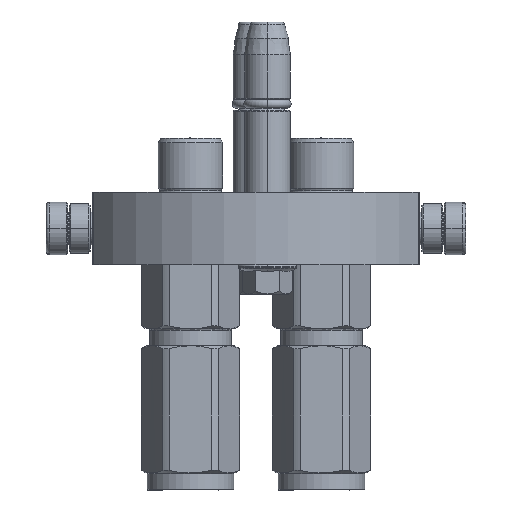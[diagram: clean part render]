
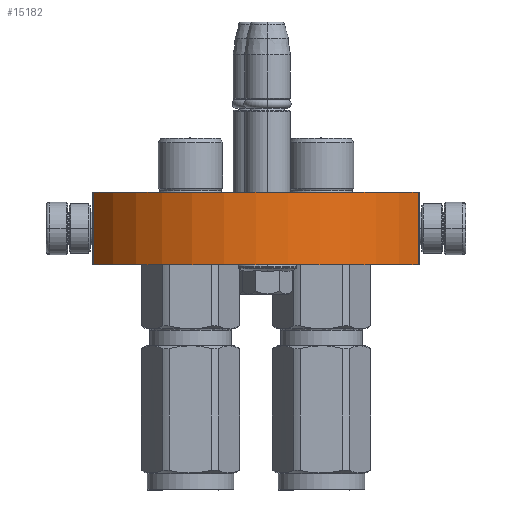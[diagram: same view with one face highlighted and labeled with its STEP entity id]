
A CAD part, left-side view. The second image highlights one B-rep face of the part: STEP entity #15182.
In plain terms, the highlighted cylindrical face has radius 57.25 mm (diameter 114.5 mm), a partial arc.
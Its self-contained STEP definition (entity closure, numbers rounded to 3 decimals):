
#1285 = CARTESIAN_POINT ( 'NONE',  ( 0., 0., 0. ) ) ;
#1411 = CYLINDRICAL_SURFACE ( 'NONE', #30255, 57.25 ) ;
#3180 = VERTEX_POINT ( 'NONE', #7973 ) ;
#4899 = CARTESIAN_POINT ( 'NONE',  ( 49.5, 28.763, 0. ) ) ;
#5570 = ORIENTED_EDGE ( 'NONE', *, *, #17381, .F. ) ;
#5721 = CARTESIAN_POINT ( 'NONE',  ( -49.5, 28.763, 0. ) ) ;
#5797 = DIRECTION ( 'NONE',  ( 0., 0., 1. ) ) ;
#6015 = ORIENTED_EDGE ( 'NONE', *, *, #9316, .T. ) ;
#7973 = CARTESIAN_POINT ( 'NONE',  ( -49.5, 28.763, 22. ) ) ;
#9316 = EDGE_CURVE ( 'NONE', #40911, #13606, #9341, .T. ) ;
#9341 = CIRCLE ( 'NONE', #19730, 57.25 ) ;
#9925 = DIRECTION ( 'NONE',  ( 0., 0., 1. ) ) ;
#10469 = VECTOR ( 'NONE', #14894, 1000. ) ;
#12982 = EDGE_LOOP ( 'NONE', ( #6015, #30704, #5570, #30546 ) ) ;
#13299 = CARTESIAN_POINT ( 'NONE',  ( 49.5, 28.763, 22. ) ) ;
#13606 = VERTEX_POINT ( 'NONE', #5721 ) ;
#14894 = DIRECTION ( 'NONE',  ( 0., 0., 1. ) ) ;
#15113 = LINE ( 'NONE', #4899, #10469 ) ;
#15167 = DIRECTION ( 'NONE',  ( 0., 0., 1. ) ) ;
#15182 = ADVANCED_FACE ( 'NONE', ( #28373 ), #1411, .T. ) ;
#15375 = VERTEX_POINT ( 'NONE', #13299 ) ;
#17381 = EDGE_CURVE ( 'NONE', #15375, #3180, #21437, .T. ) ;
#17737 = EDGE_CURVE ( 'NONE', #13606, #3180, #30752, .T. ) ;
#19730 = AXIS2_PLACEMENT_3D ( 'NONE', #1285, #15167, #34855 ) ;
#21405 = CARTESIAN_POINT ( 'NONE',  ( 49.5, 28.763, 0. ) ) ;
#21437 = CIRCLE ( 'NONE', #25291, 57.25 ) ;
#21911 = VECTOR ( 'NONE', #5797, 1000. ) ;
#22717 = CARTESIAN_POINT ( 'NONE',  ( 0., 0., 22. ) ) ;
#24868 = EDGE_CURVE ( 'NONE', #40911, #15375, #15113, .T. ) ;
#25291 = AXIS2_PLACEMENT_3D ( 'NONE', #22717, #9925, #33051 ) ;
#28373 = FACE_OUTER_BOUND ( 'NONE', #12982, .T. ) ;
#29578 = DIRECTION ( 'NONE',  ( 1., 0., 0. ) ) ;
#30255 = AXIS2_PLACEMENT_3D ( 'NONE', #43168, #39390, #29578 ) ;
#30546 = ORIENTED_EDGE ( 'NONE', *, *, #24868, .F. ) ;
#30704 = ORIENTED_EDGE ( 'NONE', *, *, #17737, .T. ) ;
#30752 = LINE ( 'NONE', #35767, #21911 ) ;
#33051 = DIRECTION ( 'NONE',  ( 0.865, 0.502, 0. ) ) ;
#34855 = DIRECTION ( 'NONE',  ( 0.865, 0.502, 0. ) ) ;
#35767 = CARTESIAN_POINT ( 'NONE',  ( -49.5, 28.763, 0. ) ) ;
#39390 = DIRECTION ( 'NONE',  ( 0., 0., -1. ) ) ;
#40911 = VERTEX_POINT ( 'NONE', #21405 ) ;
#43168 = CARTESIAN_POINT ( 'NONE',  ( 0., 0., 0. ) ) ;
